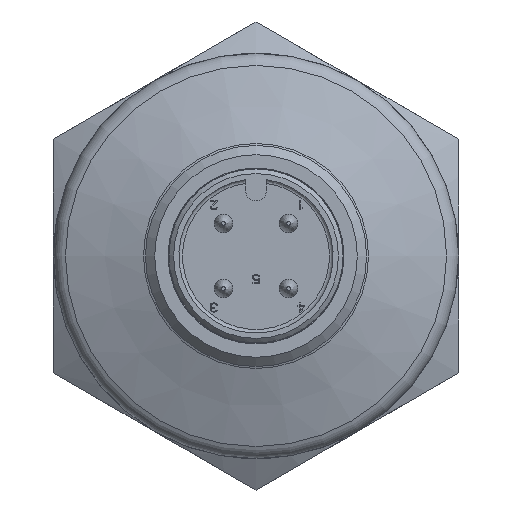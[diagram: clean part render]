
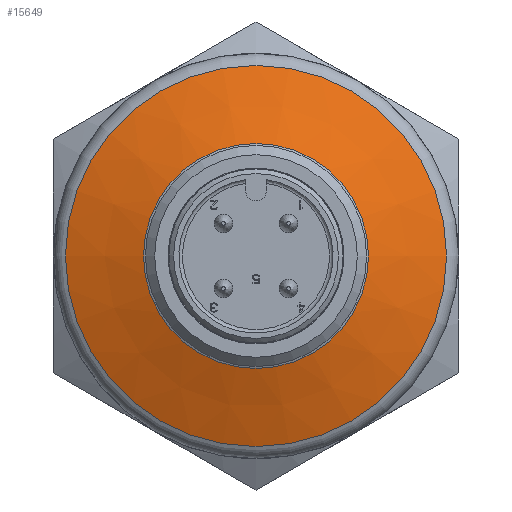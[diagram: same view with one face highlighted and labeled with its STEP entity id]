
A CAD part, front view. The second image highlights one B-rep face of the part: STEP entity #15649.
In plain terms, the highlighted conical face has half-angle 70 degrees and reference radius 5.45 mm.
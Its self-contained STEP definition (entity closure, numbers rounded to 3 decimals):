
#2802=CONICAL_SURFACE('',#16316,5.45,1.222);
#2863=ORIENTED_EDGE('',*,*,#6264,.T.);
#2864=ORIENTED_EDGE('',*,*,#6265,.T.);
#6264=EDGE_CURVE('',#7965,#7965,#9102,.T.);
#6265=EDGE_CURVE('',#7966,#7966,#9103,.F.);
#7965=VERTEX_POINT('',#19903);
#7966=VERTEX_POINT('',#19906);
#9102=CIRCLE('',#16315,6.108);
#9103=CIRCLE('',#16317,10.342);
#9406=EDGE_LOOP('',(#2863));
#9407=EDGE_LOOP('',(#2864));
#10198=FACE_BOUND('',#9406,.T.);
#10199=FACE_BOUND('',#9407,.T.);
#15649=ADVANCED_FACE('',(#10198,#10199),#2802,.T.);
#16315=AXIS2_PLACEMENT_3D('',#19902,#17241,#17242);
#16316=AXIS2_PLACEMENT_3D('',#19904,#17243,#17244);
#16317=AXIS2_PLACEMENT_3D('',#19905,#17245,#17246);
#17241=DIRECTION('',(0.,1.,0.));
#17242=DIRECTION('',(-1.,0.,0.));
#17243=DIRECTION('',(0.,1.,0.));
#17244=DIRECTION('',(-1.,0.,0.));
#17245=DIRECTION('',(0.,1.,0.));
#17246=DIRECTION('',(-1.,0.,0.));
#19902=CARTESIAN_POINT('',(0.,-46.661,0.));
#19903=CARTESIAN_POINT('',(-6.108,-46.661,0.));
#19904=CARTESIAN_POINT('',(0.,-46.9,0.));
#19905=CARTESIAN_POINT('',(0.,-45.119,0.));
#19906=CARTESIAN_POINT('',(-10.342,-45.119,0.));
